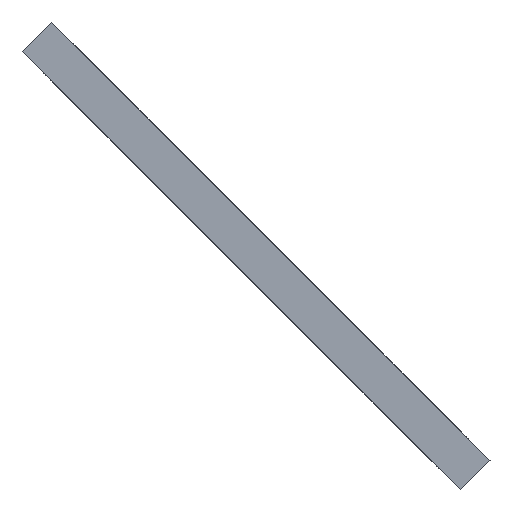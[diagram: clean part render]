
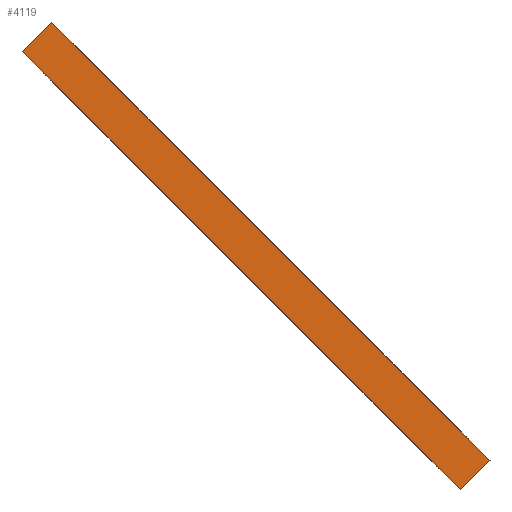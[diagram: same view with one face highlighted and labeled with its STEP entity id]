
A CAD part, left-side view. The second image highlights one B-rep face of the part: STEP entity #4119.
In plain terms, the highlighted planar face has unit normal (-1, 0, 0).
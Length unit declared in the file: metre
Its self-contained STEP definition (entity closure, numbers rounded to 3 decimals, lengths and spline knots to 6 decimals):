
#480=ORIENTED_EDGE('',*,*,#1592,.F.);
#481=ORIENTED_EDGE('',*,*,#1655,.F.);
#482=ORIENTED_EDGE('',*,*,#1421,.T.);
#483=ORIENTED_EDGE('',*,*,#1654,.T.);
#1421=EDGE_CURVE('',#2016,#2015,#2407,.T.);
#1592=EDGE_CURVE('',#2186,#2187,#2563,.T.);
#1654=EDGE_CURVE('',#2015,#2187,#2616,.T.);
#1655=EDGE_CURVE('',#2016,#2186,#2617,.T.);
#2015=VERTEX_POINT('',#5941);
#2016=VERTEX_POINT('',#5943);
#2186=VERTEX_POINT('',#6284);
#2187=VERTEX_POINT('',#6286);
#2407=LINE('',#5942,#2969);
#2563=LINE('',#6285,#3125);
#2616=LINE('',#6407,#3178);
#2617=LINE('',#6409,#3179);
#2969=VECTOR('',#4746,1.);
#3125=VECTOR('',#4934,1.);
#3178=VECTOR('',#5015,1.);
#3179=VECTOR('',#5018,1.);
#3445=EDGE_LOOP('',(#480,#481,#482,#483));
#3725=FACE_BOUND('',#3445,.T.);
#3933=PLANE('',#4366);
#4119=ADVANCED_FACE('',(#3725),#3933,.T.);
#4366=AXIS2_PLACEMENT_3D('',#6408,#5016,#5017);
#4746=DIRECTION('',(0.,0.707,0.707));
#4934=DIRECTION('',(0.,0.707,0.707));
#5015=DIRECTION('',(0.,0.707,-0.707));
#5016=DIRECTION('',(-1.,0.,0.));
#5017=DIRECTION('',(0.,0.,1.));
#5018=DIRECTION('',(0.,0.707,-0.707));
#5941=CARTESIAN_POINT('',(0.001905,0.020166,0.034925));
#5942=CARTESIAN_POINT('',(0.001905,0.010083,0.024842));
#5943=CARTESIAN_POINT('',(0.001905,0.,0.014759));
#6284=CARTESIAN_POINT('',(0.001905,0.001347,0.013412));
#6285=CARTESIAN_POINT('',(0.001905,0.01143,0.023495));
#6286=CARTESIAN_POINT('',(0.001905,0.021513,0.033578));
#6407=CARTESIAN_POINT('',(0.001905,0.020166,0.034925));
#6408=CARTESIAN_POINT('',(0.001905,0.010083,0.024842));
#6409=CARTESIAN_POINT('',(0.001905,0.,0.014759));
